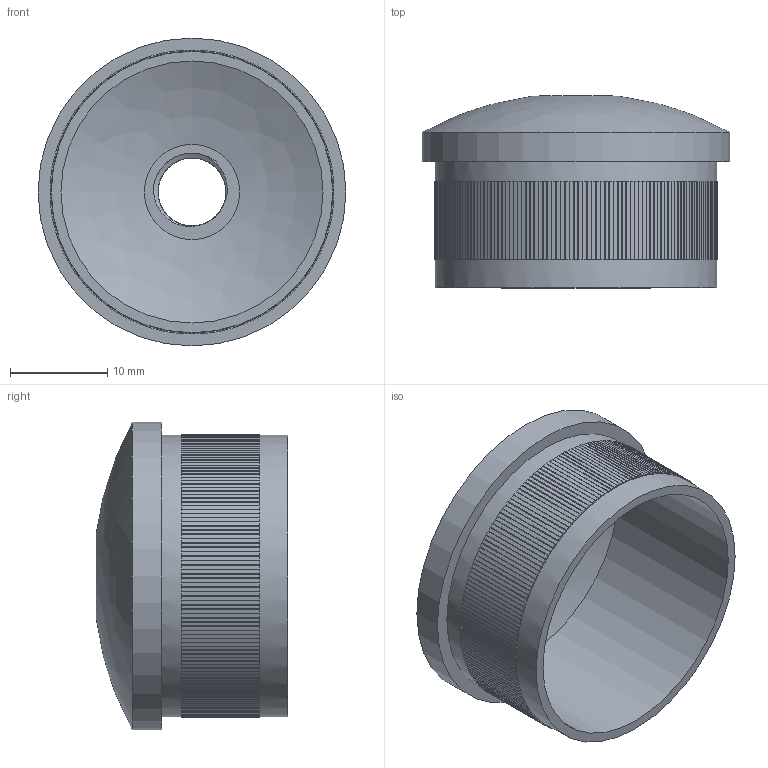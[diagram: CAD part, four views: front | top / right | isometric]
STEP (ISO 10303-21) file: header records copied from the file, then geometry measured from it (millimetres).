
FILE_DESCRIPTION(/* description */ (''),/* implementation_level */ '2;1');
FILE_NAME(/* name */ 'Kappen_X122.stp',/* time_stamp */ '2017-08-09T15:30:16+02:00',/* author */ (''),/* organization */ (''),/* preprocessor_version */ 'ST-DEVELOPER v16',/* originating_system */ 'SIEMENS PLM Software NX 11.0',/* authorisation */ '');
FILE_SCHEMA (('AUTOMOTIVE_DESIGN { 1 0 10303 214 3 1 1 1 }'));
Length unit declared in the file: millimetre
Products named in the file (1): Goge0EC4D08Df66r
Bounding box: 31.7 x 19.74 x 31.7 mm (x, y, z)
Volume: 2740.8 mm3; surface area: 5231.7 mm2
Topology: 1 solids, 1 shells, 1014 faces, 2433 edges, 1621 vertices
Faces by surface type: plane 1003, cylinder 6, bspline 4, cone 1
Full cylindrical faces by diameter (mm): 9.8 x1, 26.973 x1, 28.973 x1, 31.7 x1
Entity records: 31210 total; most frequent: CARTESIAN_POINT 7127, DIRECTION 4848, ORIENTED_EDGE 4842, EDGE_CURVE 2421, LINE 2000, VECTOR 2000, VERTEX_POINT 1617, AXIS2_PLACEMENT_3D 1424
